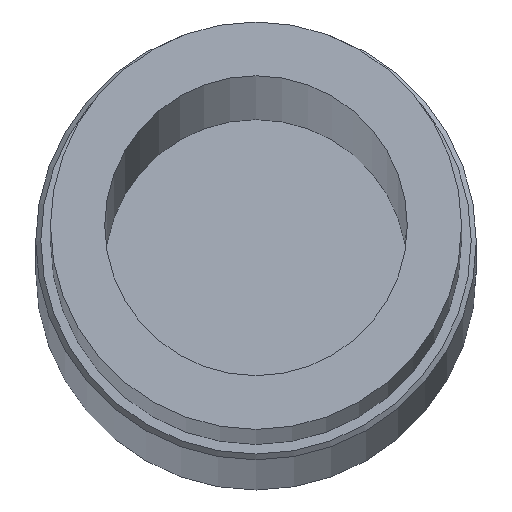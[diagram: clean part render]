
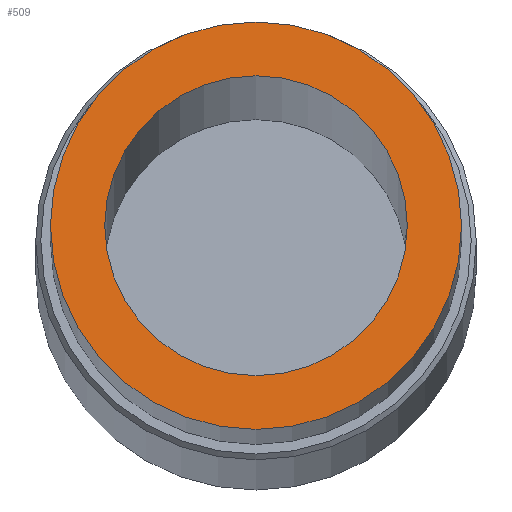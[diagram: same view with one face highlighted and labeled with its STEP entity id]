
A CAD part, front view. The second image highlights one B-rep face of the part: STEP entity #509.
In plain terms, the highlighted planar face has unit normal (0, -0.991, 0.133).
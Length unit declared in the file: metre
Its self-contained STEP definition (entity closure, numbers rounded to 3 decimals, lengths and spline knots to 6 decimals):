
#38=PLANE('',#575);
#91=CIRCLE('',#533,0.011684);
#111=CIRCLE('',#574,0.015875);
#235=ORIENTED_EDGE('',*,*,#250,.F.);
#236=ORIENTED_EDGE('',*,*,#311,.T.);
#250=EDGE_CURVE('',#317,#317,#91,.T.);
#311=EDGE_CURVE('',#360,#360,#111,.T.);
#317=VERTEX_POINT('',#740);
#360=VERTEX_POINT('',#963);
#416=EDGE_LOOP('',(#235));
#417=EDGE_LOOP('',(#236));
#462=FACE_BOUND('',#416,.T.);
#463=FACE_BOUND('',#417,.T.);
#509=ADVANCED_FACE('',(#462,#463),#38,.T.);
#533=AXIS2_PLACEMENT_3D('',#739,#592,#593);
#574=AXIS2_PLACEMENT_3D('',#962,#698,#699);
#575=AXIS2_PLACEMENT_3D('',#964,#700,#701);
#592=DIRECTION('',(0.,-0.991,0.133));
#593=DIRECTION('',(0.,-0.133,-0.991));
#698=DIRECTION('',(0.,-0.991,0.133));
#699=DIRECTION('',(0.,-0.133,-0.991));
#700=DIRECTION('',(0.,-0.991,0.133));
#701=DIRECTION('',(1.,0.,0.));
#739=CARTESIAN_POINT('',(0.3048,-0.630562,-0.066973));
#740=CARTESIAN_POINT('',(0.3048,-0.632119,-0.078553));
#962=CARTESIAN_POINT('',(0.3048,-0.630562,-0.066973));
#963=CARTESIAN_POINT('',(0.3048,-0.632677,-0.082707));
#964=CARTESIAN_POINT('',(0.3048,-0.630562,-0.066973));
